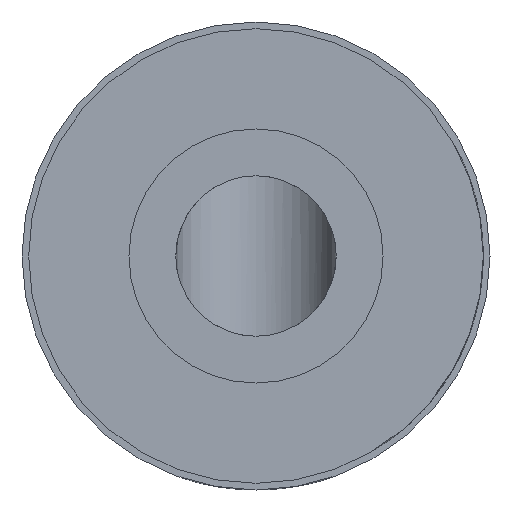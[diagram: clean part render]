
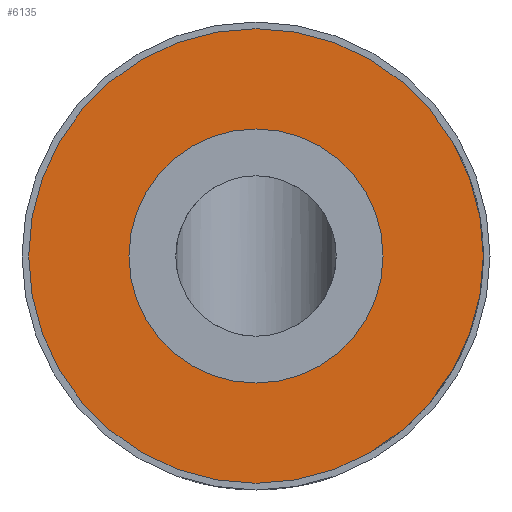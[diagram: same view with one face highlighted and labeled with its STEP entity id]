
A CAD part, front view. The second image highlights one B-rep face of the part: STEP entity #6135.
In plain terms, the highlighted planar face has unit normal (0, -1, 0).
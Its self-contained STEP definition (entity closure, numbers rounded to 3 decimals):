
#22 = DIRECTION ( 'NONE',  ( 0., -1., 0. ) ) ;
#23 = VERTEX_POINT ( 'NONE', #2524 ) ;
#193 = CARTESIAN_POINT ( 'NONE',  ( 0., 0., 0. ) ) ;
#276 = AXIS2_PLACEMENT_3D ( 'NONE', #4984, #3483, #2438 ) ;
#535 = CARTESIAN_POINT ( 'NONE',  ( 0., 0., 0. ) ) ;
#731 = EDGE_CURVE ( 'NONE', #3228, #23, #6541, .T. ) ;
#908 = PLANE ( 'NONE',  #4590 ) ;
#1135 = CARTESIAN_POINT ( 'NONE',  ( 0., 0., 0. ) ) ;
#1175 = DIRECTION ( 'NONE',  ( 0., -1., 0. ) ) ;
#1183 = EDGE_CURVE ( 'NONE', #2650, #3397, #2022, .T. ) ;
#1489 = FACE_BOUND ( 'NONE', #2162, .T. ) ;
#1709 = CIRCLE ( 'NONE', #6335, 8.5 ) ;
#1905 = DIRECTION ( 'NONE',  ( 0., 0., -1. ) ) ;
#2022 = CIRCLE ( 'NONE', #3203, 4.75 ) ;
#2162 = EDGE_LOOP ( 'NONE', ( #5309, #5175 ) ) ;
#2438 = DIRECTION ( 'NONE',  ( 0., 0., -1. ) ) ;
#2524 = CARTESIAN_POINT ( 'NONE',  ( 0., 0., 8.5 ) ) ;
#2650 = VERTEX_POINT ( 'NONE', #6606 ) ;
#2925 = CARTESIAN_POINT ( 'NONE',  ( 0., 0., 0. ) ) ;
#2955 = DIRECTION ( 'NONE',  ( 0., 0., -1. ) ) ;
#3203 = AXIS2_PLACEMENT_3D ( 'NONE', #193, #1175, #1905 ) ;
#3228 = VERTEX_POINT ( 'NONE', #5761 ) ;
#3397 = VERTEX_POINT ( 'NONE', #5381 ) ;
#3483 = DIRECTION ( 'NONE',  ( 0., -1., 0. ) ) ;
#3542 = DIRECTION ( 'NONE',  ( 0., 0., -1. ) ) ;
#3604 = FACE_OUTER_BOUND ( 'NONE', #3925, .T. ) ;
#3631 = AXIS2_PLACEMENT_3D ( 'NONE', #2925, #5409, #2955 ) ;
#3675 = EDGE_CURVE ( 'NONE', #23, #3228, #1709, .T. ) ;
#3925 = EDGE_LOOP ( 'NONE', ( #6097, #4946 ) ) ;
#4069 = EDGE_CURVE ( 'NONE', #3397, #2650, #6099, .T. ) ;
#4590 = AXIS2_PLACEMENT_3D ( 'NONE', #535, #5072, #3542 ) ;
#4946 = ORIENTED_EDGE ( 'NONE', *, *, #3675, .T. ) ;
#4984 = CARTESIAN_POINT ( 'NONE',  ( 0., 0., 0. ) ) ;
#5072 = DIRECTION ( 'NONE',  ( 0., -1., 0. ) ) ;
#5175 = ORIENTED_EDGE ( 'NONE', *, *, #1183, .F. ) ;
#5309 = ORIENTED_EDGE ( 'NONE', *, *, #4069, .F. ) ;
#5381 = CARTESIAN_POINT ( 'NONE',  ( 0., 0., -4.75 ) ) ;
#5409 = DIRECTION ( 'NONE',  ( 0., -1., 0. ) ) ;
#5720 = DIRECTION ( 'NONE',  ( 0., 0., -1. ) ) ;
#5761 = CARTESIAN_POINT ( 'NONE',  ( 0., 0., -8.5 ) ) ;
#6097 = ORIENTED_EDGE ( 'NONE', *, *, #731, .T. ) ;
#6099 = CIRCLE ( 'NONE', #276, 4.75 ) ;
#6135 = ADVANCED_FACE ( 'NONE', ( #1489, #3604 ), #908, .T. ) ;
#6335 = AXIS2_PLACEMENT_3D ( 'NONE', #1135, #22, #5720 ) ;
#6541 = CIRCLE ( 'NONE', #3631, 8.5 ) ;
#6606 = CARTESIAN_POINT ( 'NONE',  ( 0., 0., 4.75 ) ) ;
